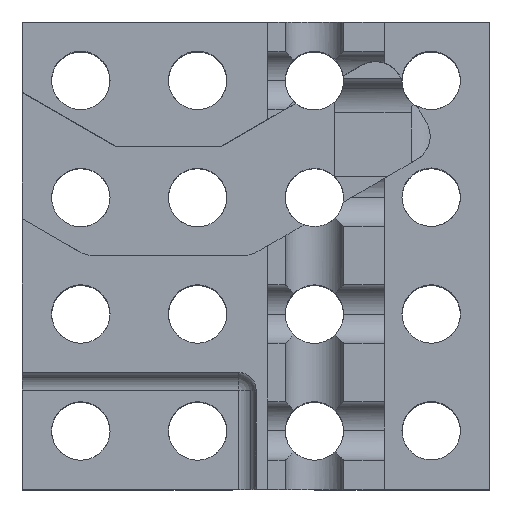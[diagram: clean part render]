
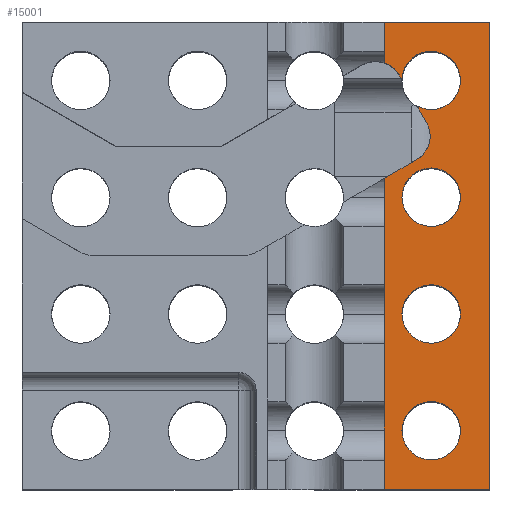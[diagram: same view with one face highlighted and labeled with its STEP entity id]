
A CAD part, top view. The second image highlights one B-rep face of the part: STEP entity #15001.
In plain terms, the highlighted planar face has unit normal (0, 0, 1).
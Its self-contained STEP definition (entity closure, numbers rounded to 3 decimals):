
#7938=CARTESIAN_POINT('POINT658',(17.5,-15.,20.));
#7939=VERTEX_POINT('VERTEX658',#7938);
#7948=CARTESIAN_POINT('POINT660',(12.5,-15.,20.));
#7949=VERTEX_POINT('VERTEX660',#7948);
#7950=CARTESIAN_POINT('POS735',(15.,-15.,20.));
#7951=DIRECTION('DIR1242',(0.,0.,-1.));
#7952=DIRECTION('DIR1243',(1.,0.,0.));
#7953=AXIS2_PLACEMENT_3D('AXIS508',#7950,#7951,#7952);
#7954=CIRCLE('ELLIPSE457',#7953,2.5);
#7955=EDGE_CURVE('EDGE908',#7949,#7939,#7954,.T.);
#7975=CARTESIAN_POINT('POINT661',(17.5,-5.,20.));
#7976=VERTEX_POINT('VERTEX661',#7975);
#7985=CARTESIAN_POINT('POINT663',(12.5,-5.,20.));
#7986=VERTEX_POINT('VERTEX663',#7985);
#7987=CARTESIAN_POINT('POS739',(15.,-5.,20.));
#7988=DIRECTION('DIR1248',(0.,0.,-1.));
#7989=DIRECTION('DIR1249',(1.,0.,0.));
#7990=AXIS2_PLACEMENT_3D('AXIS510',#7987,#7988,#7989);
#7991=CIRCLE('ELLIPSE459',#7990,2.5);
#7992=EDGE_CURVE('EDGE912',#7986,#7976,#7991,.T.);
#8018=EDGE_CURVE('EDGE916',#7976,#7986,#7991,.T.);
#8023=CARTESIAN_POINT('POINT664',(17.5,5.,20.));
#8024=VERTEX_POINT('VERTEX664',#8023);
#8033=CARTESIAN_POINT('POINT666',(12.5,5.,20.));
#8034=VERTEX_POINT('VERTEX666',#8033);
#8035=CARTESIAN_POINT('POS743',(15.,5.,20.));
#8036=DIRECTION('DIR1254',(0.,0.,-1.));
#8037=DIRECTION('DIR1255',(1.,0.,0.));
#8038=AXIS2_PLACEMENT_3D('AXIS512',#8035,#8036,#8037);
#8039=CIRCLE('ELLIPSE461',#8038,2.5);
#8040=EDGE_CURVE('EDGE918',#8034,#8024,#8039,.T.);
#8066=EDGE_CURVE('EDGE922',#8024,#8034,#8039,.T.);
#8071=CARTESIAN_POINT('POINT667',(11.,6.621,
   20.));
#8072=VERTEX_POINT('VERTEX667',#8071);
#8079=CARTESIAN_POINT('POINT668',(13.739,
   8.203,20.));
#8080=VERTEX_POINT('VERTEX668',#8079);
#8081=CARTESIAN_POINT('POS747',(3.767,
   2.445,20.));
#8082=DIRECTION('DIR1260',(-0.866,-0.5
   ,0.));
#8083=VECTOR('VEC234',#8082,1.);
#8084=LINE('STRAIGHT234',#8081,#8083);
#8085=EDGE_CURVE('EDGE924',#8080,#8072,#8084,.T.);
#8099=CARTESIAN_POINT('POINT669',(14.831,
   9.626,20.));
#8100=VERTEX_POINT('VERTEX669',#8099);
#8109=CARTESIAN_POINT('POS750',(12.568,
   10.233,20.));
#8110=DIRECTION('DIR1263',(0.,0.,
   -1.));
#8111=DIRECTION('DIR1264',(0.966,-0.259,
   0.));
#8112=AXIS2_PLACEMENT_3D('AXIS514',#8109,#8110,#8111);
#8113=CIRCLE('ELLIPSE463',#8112,2.344);
#8114=EDGE_CURVE('EDGE927',#8100,#8080,#8113,.T.);
#8125=CARTESIAN_POINT('POINT670',(14.597,
   11.405,20.));
#8126=VERTEX_POINT('VERTEX670',#8125);
#8127=EDGE_CURVE('EDGE928',#8126,#8100,#8113,.T.);
#8139=CARTESIAN_POINT('POINT671',(13.782,
   12.817,20.));
#8140=VERTEX_POINT('VERTEX671',#8139);
#8141=CARTESIAN_POINT('POS753',(14.656,
   11.303,20.));
#8142=DIRECTION('DIR1268',(-0.5,0.866,
   0.));
#8143=VECTOR('VEC238',#8142,1.);
#8144=LINE('STRAIGHT238',#8141,#8143);
#8145=EDGE_CURVE('EDGE930',#8140,#8126,#8144,.F.);
#8158=CARTESIAN_POINT('POINT672',(17.5,15.,20.));
#8159=VERTEX_POINT('VERTEX672',#8158);
#8177=CARTESIAN_POINT('POS757',(15.,15.,20.));
#8178=DIRECTION('DIR1273',(0.,0.,-1.));
#8179=DIRECTION('DIR1274',(1.,0.,0.));
#8180=AXIS2_PLACEMENT_3D('AXIS517',#8177,#8178,#8179);
#8181=CIRCLE('ELLIPSE465',#8180,2.5);
#8182=EDGE_CURVE('EDGE934',#8159,#8140,#8181,.T.);
#8188=CARTESIAN_POINT('POINT674',(12.5,
   15.037,20.));
#8189=VERTEX_POINT('VERTEX674',#8188);
#8190=CARTESIAN_POINT('POS758',(15.,15.,20.));
#8191=DIRECTION('DIR1275',(0.,0.,-1.));
#8192=DIRECTION('DIR1276',(1.,0.,0.));
#8193=AXIS2_PLACEMENT_3D('AXIS518',#8190,#8191,#8192);
#8194=CIRCLE('ELLIPSE466',#8193,2.5);
#8195=EDGE_CURVE('EDGE935',#8189,#8159,#8194,.T.);
#8220=CARTESIAN_POINT('POINT676',(12.254,
   15.464,20.));
#8221=VERTEX_POINT('VERTEX676',#8220);
#8222=CARTESIAN_POINT('POS761',(14.656,
   11.303,20.));
#8223=DIRECTION('DIR1280',(-0.5,0.866,
   0.));
#8224=VECTOR('VEC242',#8223,1.);
#8225=LINE('STRAIGHT242',#8222,#8224);
#8226=EDGE_CURVE('EDGE939',#8221,#8189,#8225,.F.);
#8237=CARTESIAN_POINT('POINT677',(11.,
   16.504,20.));
#8238=VERTEX_POINT('VERTEX677',#8237);
#8247=CARTESIAN_POINT('POS764',(10.224,
   14.292,20.));
#8248=DIRECTION('DIR1283',(0.,0.,
   -1.));
#8249=DIRECTION('DIR1284',(0.259,0.966,
   0.));
#8250=AXIS2_PLACEMENT_3D('AXIS520',#8247,#8248,#8249);
#8251=CIRCLE('ELLIPSE468',#8250,2.344);
#8252=EDGE_CURVE('EDGE942',#8238,#8221,#8251,.T.);
#8572=EDGE_CURVE('EDGE985',#7939,#7949,#7954,.T.);
#14082=CARTESIAN_POINT('POINT1079',(11.,20.,
   20.));
#14083=VERTEX_POINT('VERTEX1079',#14082);
#14084=CARTESIAN_POINT('POS1275',(11.,0.,20.
   ));
#14085=DIRECTION('DIR2085',(0.,1.,0.));
#14086=VECTOR('VEC465',#14085,1.);
#14087=LINE('STRAIGHT465',#14084,#14086);
#14088=EDGE_CURVE('EDGE1624',#14083,#8238,#14087,.F.);
#14931=CARTESIAN_POINT('POINT1126',(11.,-20.,
   20.));
#14932=VERTEX_POINT('VERTEX1126',#14931);
#14939=CARTESIAN_POINT('POS1348',(11.,0.,20.
   ));
#14940=DIRECTION('DIR2188',(0.,1.,0.));
#14941=VECTOR('VEC508',#14940,1.);
#14942=LINE('STRAIGHT508',#14939,#14941);
#14943=EDGE_CURVE('EDGE1719',#8072,#14932,#14942,.F.);
#14950=ORIENTED_EDGE('COEDGE3020',*,*,#14088,.T.);
#14951=ORIENTED_EDGE('COEDGE3021',*,*,#8252,.T.);
#14952=ORIENTED_EDGE('COEDGE3022',*,*,#8226,.T.);
#14953=ORIENTED_EDGE('COEDGE3023',*,*,#8195,.T.);
#14954=ORIENTED_EDGE('COEDGE3024',*,*,#8182,.T.);
#14955=ORIENTED_EDGE('COEDGE3025',*,*,#8145,.T.);
#14956=ORIENTED_EDGE('COEDGE3026',*,*,#8127,.T.);
#14957=ORIENTED_EDGE('COEDGE3027',*,*,#8114,.T.);
#14958=ORIENTED_EDGE('COEDGE3028',*,*,#8085,.T.);
#14959=ORIENTED_EDGE('COEDGE3029',*,*,#14943,.T.);
#14960=CARTESIAN_POINT('POINT1127',(20.,-20.,20.));
#14961=VERTEX_POINT('VERTEX1127',#14960);
#14962=CARTESIAN_POINT('POS1349',(0.,-20.,20.));
#14963=DIRECTION('DIR2189',(1.,0.,0.));
#14964=VECTOR('VEC509',#14963,1.);
#14965=LINE('STRAIGHT509',#14962,#14964);
#14966=EDGE_CURVE('EDGE1720',#14932,#14961,#14965,.T.);
#14967=ORIENTED_EDGE('COEDGE3030',*,*,#14966,.T.);
#14968=CARTESIAN_POINT('POINT1128',(20.,20.,20.));
#14969=VERTEX_POINT('VERTEX1128',#14968);
#14970=CARTESIAN_POINT('POS1350',(20.,0.,20.));
#14971=DIRECTION('DIR2190',(0.,1.,0.));
#14972=VECTOR('VEC510',#14971,1.);
#14973=LINE('STRAIGHT510',#14970,#14972);
#14974=EDGE_CURVE('EDGE1721',#14961,#14969,#14973,.T.);
#14975=ORIENTED_EDGE('COEDGE3031',*,*,#14974,.T.);
#14976=CARTESIAN_POINT('POS1351',(0.,20.,20.));
#14977=DIRECTION('DIR2191',(-1.,0.,0.));
#14978=VECTOR('VEC511',#14977,1.);
#14979=LINE('STRAIGHT511',#14976,#14978);
#14980=EDGE_CURVE('EDGE1722',#14969,#14083,#14979,.T.);
#14981=ORIENTED_EDGE('COEDGE3032',*,*,#14980,.T.);
#14982=EDGE_LOOP('NONE',(#14950,#14951,#14952,#14953,#14954,#14955,
   #14956,#14957,#14958,#14959,#14967,#14975,#14981));
#14983=FACE_BOUND('LOOP1',#14982,.T.);
#14984=ORIENTED_EDGE('COEDGE3033',*,*,#8066,.T.);
#14985=ORIENTED_EDGE('COEDGE3034',*,*,#8040,.T.);
#14986=EDGE_LOOP('NONE',(#14984,#14985));
#14987=FACE_BOUND('LOOP1',#14986,.T.);
#14988=ORIENTED_EDGE('COEDGE3035',*,*,#8018,.T.);
#14989=ORIENTED_EDGE('COEDGE3036',*,*,#7992,.T.);
#14990=EDGE_LOOP('NONE',(#14988,#14989));
#14991=FACE_BOUND('LOOP1',#14990,.T.);
#14992=ORIENTED_EDGE('COEDGE3037',*,*,#8572,.T.);
#14993=ORIENTED_EDGE('COEDGE3038',*,*,#7955,.T.);
#14994=EDGE_LOOP('NONE',(#14992,#14993));
#14995=FACE_BOUND('LOOP1',#14994,.T.);
#14996=CARTESIAN_POINT('POS1352',(0.,0.,20.));
#14997=DIRECTION('DIR2192',(0.,0.,1.));
#14998=DIRECTION('DIR2193',(1.,0.,0.));
#14999=AXIS2_PLACEMENT_3D('AXIS841',#14996,#14997,#14998);
#15000=PLANE('PLANE18',#14999);
#15001=ADVANCED_FACE('FACE432',(#14983,#14987,#14991,#14995),#15000,.T.)
   ;
